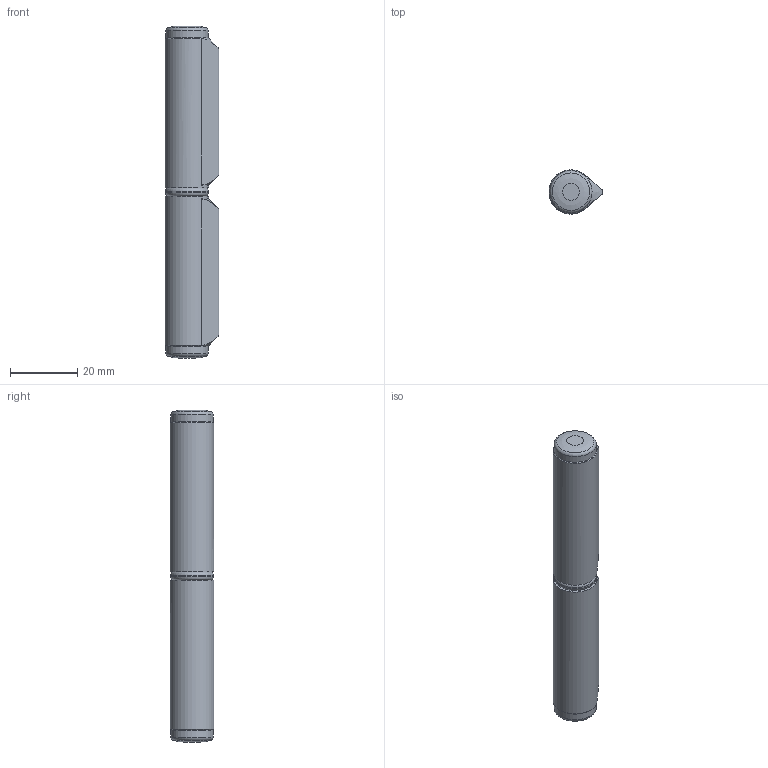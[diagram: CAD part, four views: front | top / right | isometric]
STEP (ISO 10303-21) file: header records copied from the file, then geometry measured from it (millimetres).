
FILE_DESCRIPTION(/* description */ ('CERNIERA 572-100'),/* implementation_level */ '2;1');
FILE_NAME(/* name */ '11616110.stp',/* time_stamp */ '2023-11-30T14:30:41+01:00',/* author */ ('gcocco'),/* organization */ (''),/* preprocessor_version */ 'ST-DEVELOPER v19.2',/* originating_system */ 'Autodesk Inventor 2023',/* authorisation */ '');
FILE_SCHEMA (('AUTOMOTIVE_DESIGN { 1 0 10303 214 3 1 1 }'));
Length unit declared in the file: millimetre
Products named in the file (5): 11616110; 22900941; 21300813; 23000662; 22900940
Assembly tree (4 placements, depth 2):
  11616110
    22900941
    21300813
    23000662
    22900940
Bounding box: 16 x 13 x 98.5 mm (x, y, z)
Volume: 11169.6 mm3; surface area: 10029.6 mm2
Topology: 4 solids, 4 shells, 79 faces, 195 edges, 128 vertices
Faces by surface type: cylinder 28, torus 21, plane 16, cone 12, bspline 2
Full cylindrical faces by diameter (mm): 6 x1, 7.4 x1, 7.6 x1, 9 x1, 9.2 x1, 9.25 x1, 9.5 x1, 10 x1, 10.1 x1, 12.5 x2, 12.7 x1, 13 x2
Entity records: 2832 total; most frequent: CARTESIAN_POINT 765, DIRECTION 424, ORIENTED_EDGE 382, EDGE_CURVE 191, AXIS2_PLACEMENT_3D 189, VERTEX_POINT 128, CIRCLE 103, EDGE_LOOP 87
